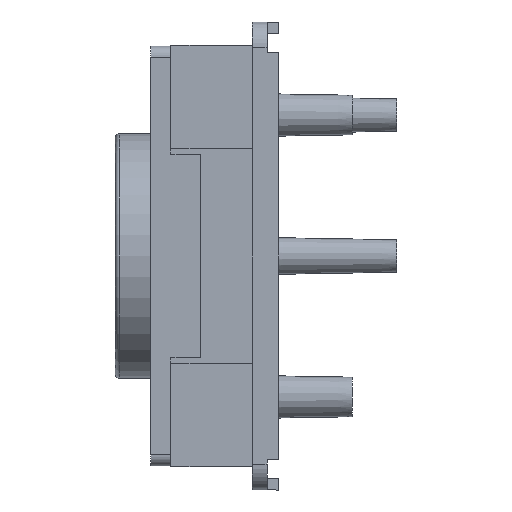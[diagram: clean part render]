
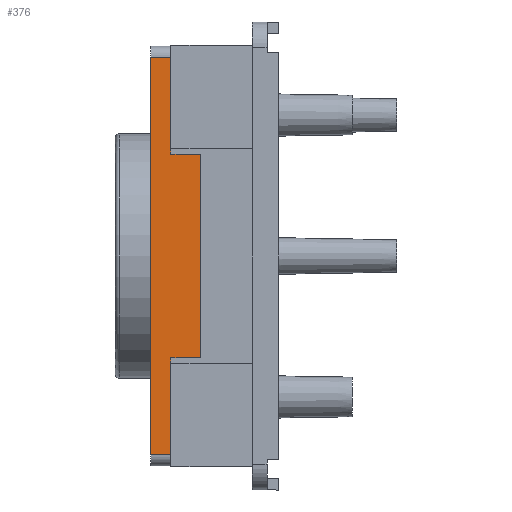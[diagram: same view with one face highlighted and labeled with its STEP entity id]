
A CAD part, left-side view. The second image highlights one B-rep face of the part: STEP entity #376.
In plain terms, the highlighted planar face has unit normal (-1, 0, 0).
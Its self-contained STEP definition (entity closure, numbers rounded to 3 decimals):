
#265 = VERTEX_POINT ( 'NONE', #1657 ) ;
#267 = EDGE_CURVE ( 'NONE', #265, #268, #1656, .T. ) ;
#268 = VERTEX_POINT ( 'NONE', #1652 ) ;
#289 = EDGE_LOOP ( 'NONE', ( #352, #353, #355, #356, #359, #362, #338, #341, #343, #344 ) ) ;
#338 = ORIENTED_EDGE ( 'NONE', *, *, #339, .F. ) ;
#339 = EDGE_CURVE ( 'NONE', #340, #364, #1731, .T. ) ;
#340 = VERTEX_POINT ( 'NONE', #1727 ) ;
#341 = ORIENTED_EDGE ( 'NONE', *, *, #342, .T. ) ;
#342 = EDGE_CURVE ( 'NONE', #340, #632, #1787, .T. ) ;
#343 = ORIENTED_EDGE ( 'NONE', *, *, #631, .T. ) ;
#344 = ORIENTED_EDGE ( 'NONE', *, *, #345, .T. ) ;
#345 = EDGE_CURVE ( 'NONE', #713, #268, #1783, .T. ) ;
#352 = ORIENTED_EDGE ( 'NONE', *, *, #267, .F. ) ;
#353 = ORIENTED_EDGE ( 'NONE', *, *, #354, .T. ) ;
#354 = EDGE_CURVE ( 'NONE', #265, #507, #1769, .T. ) ;
#355 = ORIENTED_EDGE ( 'NONE', *, *, #506, .T. ) ;
#356 = ORIENTED_EDGE ( 'NONE', *, *, #357, .T. ) ;
#357 = EDGE_CURVE ( 'NONE', #503, #358, #1765, .T. ) ;
#358 = VERTEX_POINT ( 'NONE', #1761 ) ;
#359 = ORIENTED_EDGE ( 'NONE', *, *, #360, .T. ) ;
#360 = EDGE_CURVE ( 'NONE', #358, #361, #1760, .T. ) ;
#361 = VERTEX_POINT ( 'NONE', #1756 ) ;
#362 = ORIENTED_EDGE ( 'NONE', *, *, #363, .T. ) ;
#363 = EDGE_CURVE ( 'NONE', #361, #364, #1818, .T. ) ;
#364 = VERTEX_POINT ( 'NONE', #1814 ) ;
#376 = ADVANCED_FACE ( 'NONE', ( #1799 ), #1798, .T. ) ;
#503 = VERTEX_POINT ( 'NONE', #1982 ) ;
#506 = EDGE_CURVE ( 'NONE', #507, #503, #2044, .T. ) ;
#507 = VERTEX_POINT ( 'NONE', #2040 ) ;
#631 = EDGE_CURVE ( 'NONE', #632, #713, #2254, .T. ) ;
#632 = VERTEX_POINT ( 'NONE', #2250 ) ;
#713 = VERTEX_POINT ( 'NONE', #2396 ) ;
#1652 = CARTESIAN_POINT ( 'NONE',  ( -5.675, 3.45, 5.375 ) ) ;
#1653 = DIRECTION ( 'NONE',  ( 0., 0., 1. ) ) ;
#1654 = VECTOR ( 'NONE', #1653, 1000. ) ;
#1655 = CARTESIAN_POINT ( 'NONE',  ( -5.675, 3.45, 5.675 ) ) ;
#1656 = LINE ( 'NONE', #1655, #1654 ) ;
#1657 = CARTESIAN_POINT ( 'NONE',  ( -5.675, 3.45, -5.375 ) ) ;
#1727 = CARTESIAN_POINT ( 'NONE',  ( -5.675, 2.9, 2.75 ) ) ;
#1728 = DIRECTION ( 'NONE',  ( 0., -1., 0. ) ) ;
#1729 = VECTOR ( 'NONE', #1728, 1000. ) ;
#1730 = CARTESIAN_POINT ( 'NONE',  ( -5.675, 3.175, 2.75 ) ) ;
#1731 = LINE ( 'NONE', #1730, #1729 ) ;
#1756 = CARTESIAN_POINT ( 'NONE',  ( -5.675, 2.1, -2.75 ) ) ;
#1757 = DIRECTION ( 'NONE',  ( 0., -1., 0. ) ) ;
#1758 = VECTOR ( 'NONE', #1757, 1000. ) ;
#1759 = CARTESIAN_POINT ( 'NONE',  ( -5.675, 3.175, -2.75 ) ) ;
#1760 = LINE ( 'NONE', #1759, #1758 ) ;
#1761 = CARTESIAN_POINT ( 'NONE',  ( -5.675, 2.9, -2.75 ) ) ;
#1762 = DIRECTION ( 'NONE',  ( 0., 0., 1. ) ) ;
#1763 = VECTOR ( 'NONE', #1762, 1000. ) ;
#1764 = CARTESIAN_POINT ( 'NONE',  ( -5.675, 2.9, 5.675 ) ) ;
#1765 = LINE ( 'NONE', #1764, #1763 ) ;
#1766 = DIRECTION ( 'NONE',  ( 0., -1., 0. ) ) ;
#1767 = VECTOR ( 'NONE', #1766, 1000. ) ;
#1768 = CARTESIAN_POINT ( 'NONE',  ( -5.675, 2.9, -5.375 ) ) ;
#1769 = LINE ( 'NONE', #1768, #1767 ) ;
#1780 = DIRECTION ( 'NONE',  ( 0., 1., 0. ) ) ;
#1781 = VECTOR ( 'NONE', #1780, 1000. ) ;
#1782 = CARTESIAN_POINT ( 'NONE',  ( -5.675, 2.9, 5.375 ) ) ;
#1783 = LINE ( 'NONE', #1782, #1781 ) ;
#1784 = DIRECTION ( 'NONE',  ( 0., 0., 1. ) ) ;
#1785 = VECTOR ( 'NONE', #1784, 1000. ) ;
#1786 = CARTESIAN_POINT ( 'NONE',  ( -5.675, 2.9, 5.675 ) ) ;
#1787 = LINE ( 'NONE', #1786, #1785 ) ;
#1794 = DIRECTION ( 'NONE',  ( 0., 0., 1. ) ) ;
#1795 = DIRECTION ( 'NONE',  ( -1., 0., 0. ) ) ;
#1796 = CARTESIAN_POINT ( 'NONE',  ( -5.675, 2.9, 5.675 ) ) ;
#1797 = AXIS2_PLACEMENT_3D ( 'NONE', #1796, #1795, #1794 ) ;
#1798 = PLANE ( 'NONE',  #1797 ) ;
#1799 = FACE_OUTER_BOUND ( 'NONE', #289, .T. ) ;
#1814 = CARTESIAN_POINT ( 'NONE',  ( -5.675, 2.1, 2.75 ) ) ;
#1815 = DIRECTION ( 'NONE',  ( 0., 0., 1. ) ) ;
#1816 = VECTOR ( 'NONE', #1815, 1000. ) ;
#1817 = CARTESIAN_POINT ( 'NONE',  ( -5.675, 2.1, 8.98 ) ) ;
#1818 = LINE ( 'NONE', #1817, #1816 ) ;
#1982 = CARTESIAN_POINT ( 'NONE',  ( -5.675, 2.9, -2.9 ) ) ;
#2040 = CARTESIAN_POINT ( 'NONE',  ( -5.675, 2.9, -5.375 ) ) ;
#2041 = DIRECTION ( 'NONE',  ( 0., 0., 1. ) ) ;
#2042 = VECTOR ( 'NONE', #2041, 1000. ) ;
#2043 = CARTESIAN_POINT ( 'NONE',  ( -5.675, 2.9, 5.675 ) ) ;
#2044 = LINE ( 'NONE', #2043, #2042 ) ;
#2250 = CARTESIAN_POINT ( 'NONE',  ( -5.675, 2.9, 2.9 ) ) ;
#2251 = DIRECTION ( 'NONE',  ( 0., 0., 1. ) ) ;
#2252 = VECTOR ( 'NONE', #2251, 1000. ) ;
#2253 = CARTESIAN_POINT ( 'NONE',  ( -5.675, 2.9, 5.675 ) ) ;
#2254 = LINE ( 'NONE', #2253, #2252 ) ;
#2396 = CARTESIAN_POINT ( 'NONE',  ( -5.675, 2.9, 5.375 ) ) ;
